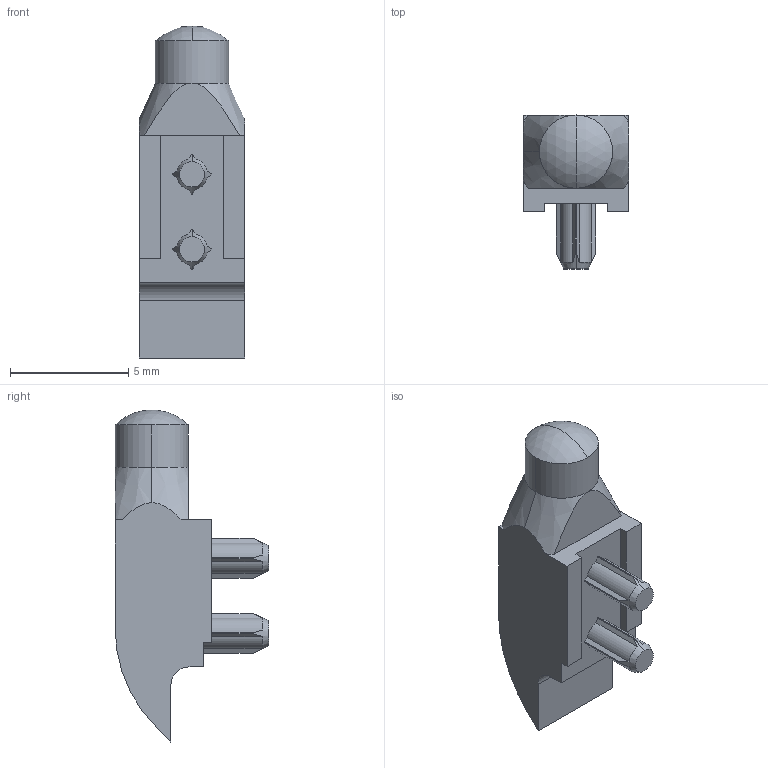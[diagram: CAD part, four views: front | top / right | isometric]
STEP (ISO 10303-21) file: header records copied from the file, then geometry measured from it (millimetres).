
FILE_DESCRIPTION (( 'STEP AP203' ), '1' );
FILE_NAME ('7511A85x.STEP', '2018-01-18T19:08:24', ( '' ), ( '' ), 'SwSTEP 2.0', 'SolidWorks 2016', '' );
FILE_SCHEMA (( 'CONFIG_CONTROL_DESIGN' ));
Length unit declared in the file: inch
Products named in the file (1): 7511A85x
Bounding box: 4.45 x 6.5 x 14.05 mm (x, y, z)
Volume: 173.6 mm3; surface area: 238.5 mm2
Topology: 1 solids, 1 shells, 66 faces, 182 edges, 120 vertices
Faces by surface type: plane 35, cylinder 22, cone 7, sphere 2
Entity records: 2270 total; most frequent: CARTESIAN_POINT 492, ORIENTED_EDGE 364, DIRECTION 353, EDGE_CURVE 182, AXIS2_PLACEMENT_3D 127, VERTEX_POINT 120, LINE 99, VECTOR 99
